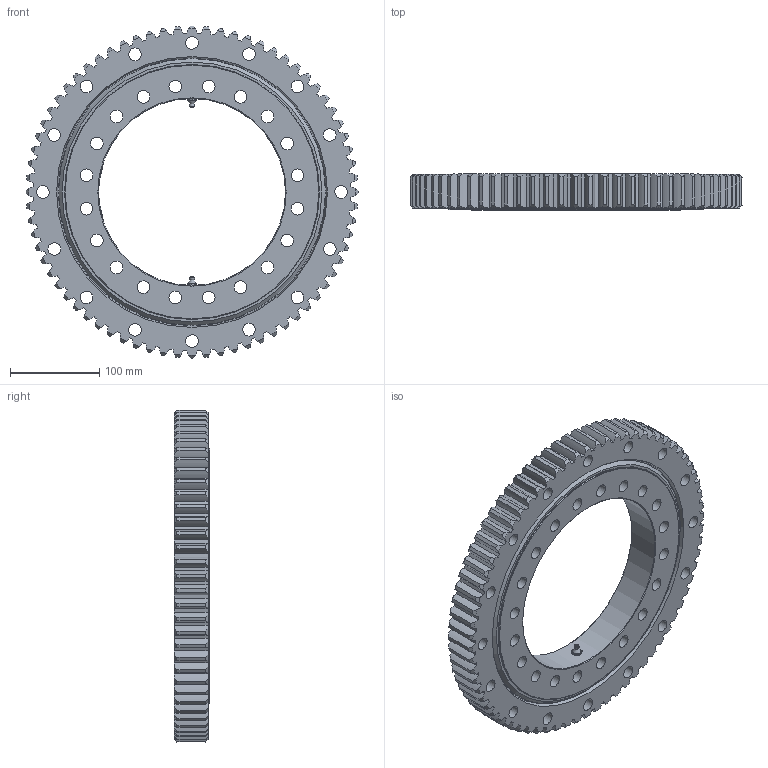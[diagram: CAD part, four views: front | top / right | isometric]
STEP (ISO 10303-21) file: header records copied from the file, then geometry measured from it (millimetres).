
FILE_DESCRIPTION(/* description */ (''),/* implementation_level */ '2;1');
FILE_NAME(/* name */ '30E.0289.19.001.stp',/* time_stamp */ '2022-06-16T11:46:52-04:00',/* author */ ('Gregg.VanSuch'),/* organization */ (''),/* preprocessor_version */ 'ST-DEVELOPER v18.1',/* originating_system */ 'Autodesk Inventor 2021',/* authorisation */ '');
FILE_SCHEMA (('AUTOMOTIVE_DESIGN { 1 0 10303 214 3 1 1 }'));
Length unit declared in the file: inch
Products named in the file (4): 30E.0289.19.001; 30E.0289.19.001_1; Spur Gears; 1_8 NPT Fitting
Assembly tree (4 placements, depth 2):
  30E.0289.19.001
    30E.0289.19.001_1
    Spur Gears
    1_8 NPT Fitting  x2
Bounding box: 373.01 x 40.1 x 373.01 mm (x, y, z)
Volume: 2295321.2 mm3; surface area: 489882.5 mm2
Topology: 7 solids, 7 shells, 673 faces, 1944 edges, 1294 vertices
Faces by surface type: cylinder 344, cone 174, torus 68, sphere 43, plane 38, bspline 6
Full cylindrical faces by diameter (mm): 2.536 x4, 14.2 x36, 21.175 x1, 21.226 x1, 210.1 x1, 273.8 x1, 273.825 x1, 286.5 x3, 291.6 x3, 304.275 x1, 304.3 x1
Entity records: 29082 total; most frequent: CARTESIAN_POINT 11680, ORIENTED_EDGE 3746, DIRECTION 3646, EDGE_CURVE 1873, AXIS2_PLACEMENT_3D 1638, VERTEX_POINT 1247, CIRCLE 986, EDGE_LOOP 734
